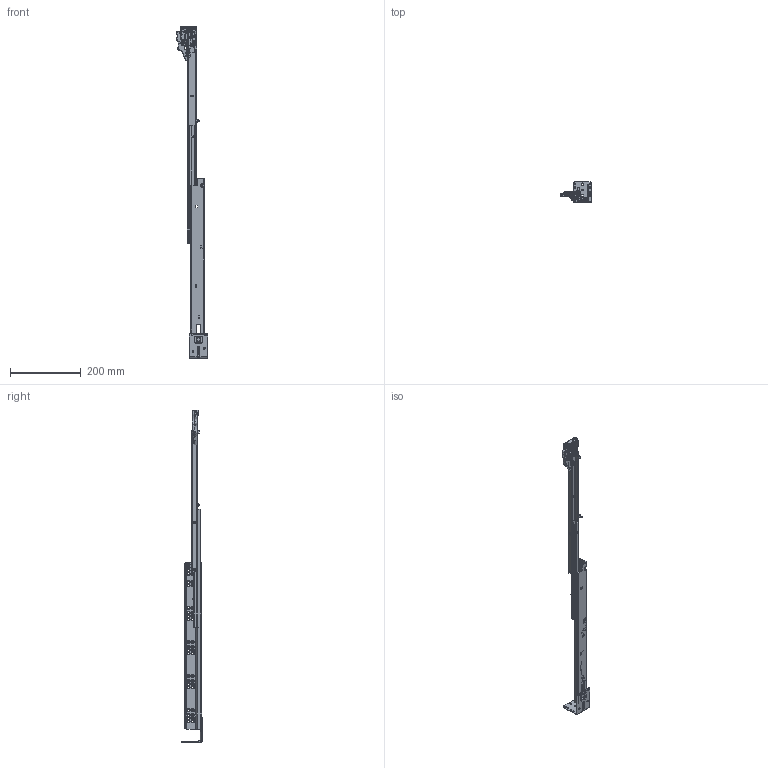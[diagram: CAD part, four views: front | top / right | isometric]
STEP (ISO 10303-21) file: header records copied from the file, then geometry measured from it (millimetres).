
FILE_DESCRIPTION (( 'STEP AP214' ), '1' );
FILE_NAME ('FR_3001.18inch_max_open_right.STEP', '2022-10-31T12:31:52', ( '' ), ( '' ), 'SwSTEP 2.0', 'SolidWorks 2020', '' );
FILE_SCHEMA (( 'AUTOMOTIVE_DESIGN' ));
Length unit declared in the file: millimetre
Products named in the file (30): FR 3001.18-03.C047 RIGHT; FR 3XXX HANDLE SCREW; 3001.XXX-02 RIGHT.C047_NL 18; FR 3XXX HOOK; FR 3XXX ECD HOUSING RIGHT; 3001.XXX-01 RIGHT.C047_NL 18 OPEN; FR 3XXX HOUSING SCREW; FR 3XXX CLOSE ADJUSTMENT RIGHT; FR 3XXX ECD DAMPER ROD; FR 3XXX LOCATING BLOCK RIGHT; FR 3XXX SLIDER RIGHT; FR_3001.18inch_max_open_right; FR 3XXX ECD RIGHT_ECD RIGHT OPEN; FR 3XXX ECD PIN; FR 3XXX METAL PLATE RIGHT; FR 3001.18-02 RIGHT.C047; FR 3XXX ECD SHORT SPRING RIGHT; FR 3XXX LOCKING HANDLE RIGHT; 3001.XXX-03 RIGHT.C047_NL  18; FR 3XXX ECD LATCH RIGHT; FR 3XXX.XXX-04 RIGHT; FR 3XXX PLASTIC HOUSING RIGHT; FR 3XXX L_R ADJUSTMENT THREAD; FR 3001 REAR BRACKET; FR 3XXX ECD DAMPER CYLINDER; FR 3XXX ECD LATCH PIVOT RIGHT; FR 3XXX END CAP RIGHT; FR 3XXX THUMBWHEEL; FR 3001.18-01 RIGHT.C047; FR 3XXX ECD LONG SPRING RIGHT
Assembly tree (32 placements, depth 4):
  FR_3001.18inch_max_open_right
    3001.XXX-01 RIGHT.C047_NL 18 OPEN
      FR 3001.18-01 RIGHT.C047
      FR 3XXX ECD RIGHT_ECD RIGHT OPEN
        FR 3XXX ECD HOUSING RIGHT
        FR 3XXX ECD SHORT SPRING RIGHT
        FR 3XXX ECD LONG SPRING RIGHT
        FR 3XXX ECD DAMPER CYLINDER
        FR 3XXX ECD DAMPER ROD
        FR 3XXX ECD LATCH PIVOT RIGHT
        FR 3XXX ECD LATCH RIGHT
    3001.XXX-02 RIGHT.C047_NL 18
      FR 3001.18-02 RIGHT.C047
    3001.XXX-03 RIGHT.C047_NL  18
      FR 3XXX END CAP RIGHT
      FR 3001.18-03.C047 RIGHT
      FR 3XXX HOOK
      FR 3XXX ECD PIN
    FR 3XXX.XXX-04 RIGHT
      FR 3XXX METAL PLATE RIGHT
      FR 3XXX L_R ADJUSTMENT THREAD
      FR 3XXX SLIDER RIGHT
      FR 3XXX PLASTIC HOUSING RIGHT
      FR 3XXX HANDLE SCREW
      FR 3XXX CLOSE ADJUSTMENT RIGHT
      FR 3XXX LOCATING BLOCK RIGHT
      FR 3XXX LOCKING HANDLE RIGHT
      FR 3XXX THUMBWHEEL  x2
      FR 3XXX HOUSING SCREW  x3
    FR 3001 REAR BRACKET
Bounding box: 89.06 x 57 x 936.2 mm (x, y, z)
Volume: 189042.1 mm3; surface area: 257520.2 mm2
Topology: 27 solids, 27 shells, 4901 faces, 12406 edges, 7392 vertices
Faces by surface type: cylinder 1823, plane 1571, torus 838, bspline 261, cone 244, sphere 164
Entity records: 148412 total; most frequent: CARTESIAN_POINT 39827, DIRECTION 23254, ORIENTED_EDGE 22484, EDGE_CURVE 11242, AXIS2_PLACEMENT_3D 8673, VERTEX_POINT 6825, VECTOR 5908, LINE 5908
